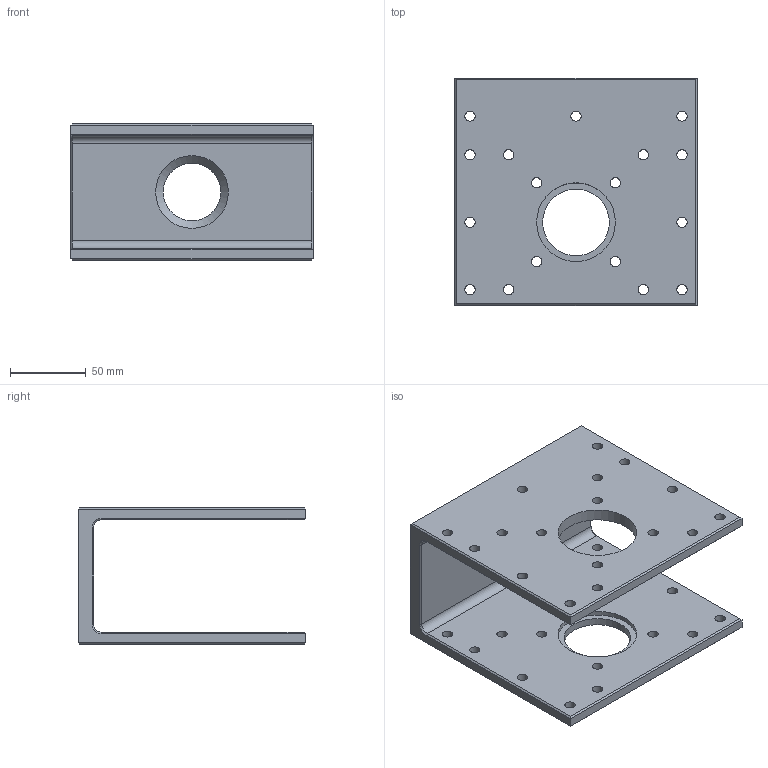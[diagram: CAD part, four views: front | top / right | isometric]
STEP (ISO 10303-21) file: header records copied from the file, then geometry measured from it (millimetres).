
FILE_DESCRIPTION(('FreeCAD Model'),'2;1');
FILE_NAME('Open CASCADE Shape Model','2021-12-03T20:49:12',('Author'),( ''),'Open CASCADE STEP processor 7.5','FreeCAD','Unknown');
FILE_SCHEMA(('AUTOMOTIVE_DESIGN { 1 0 10303 214 1 1 1 1 }'));
Length unit declared in the file: millimetre
Products named in the file (1): Chamfer011
Bounding box: 160 x 150 x 90 mm (x, y, z)
Volume: 449184 mm3; surface area: 123036.8 mm2
Topology: 1 solids, 1 shells, 72 faces, 186 edges, 117 vertices
Faces by surface type: cylinder 40, plane 27, cone 5
Full cylindrical faces by diameter (mm): 6.8 x34, 38 x1, 44 x1, 52 x2
Entity records: 4902 total; most frequent: CARTESIAN_POINT 1010, DIRECTION 732, LINE 377, VECTOR 377, ORIENTED_EDGE 372, PCURVE 372, DEFINITIONAL_REPRESENTATION 372, EDGE_CURVE 186
